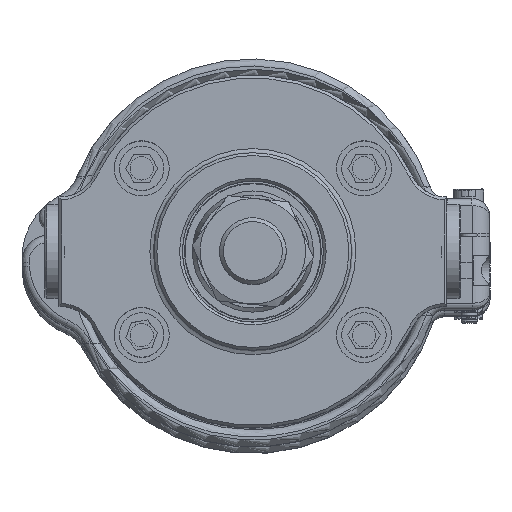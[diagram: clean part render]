
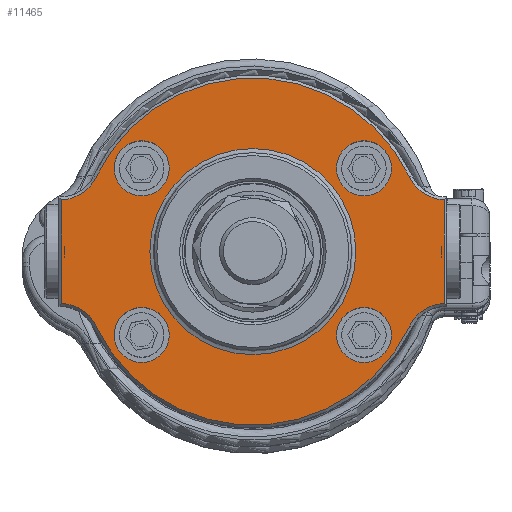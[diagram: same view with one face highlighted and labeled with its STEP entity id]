
A CAD part, top view. The second image highlights one B-rep face of the part: STEP entity #11465.
In plain terms, the highlighted planar face has unit normal (0, 0, 1).
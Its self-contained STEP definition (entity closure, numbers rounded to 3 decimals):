
#165 = CARTESIAN_POINT ( 'NONE',  ( -34.417, -9.338, 25.4 ) ) ;
#199 = ORIENTED_EDGE ( 'NONE', *, *, #12478, .T. ) ;
#628 = LINE ( 'NONE', #11114, #11649 ) ;
#1155 = CARTESIAN_POINT ( 'NONE',  ( -20., 15., 25.4 ) ) ;
#1350 = DIRECTION ( 'NONE',  ( 0., 0., -1. ) ) ;
#1661 = CARTESIAN_POINT ( 'NONE',  ( -20., -15., 25.4 ) ) ;
#1718 = ORIENTED_EDGE ( 'NONE', *, *, #13527, .F. ) ;
#1797 = AXIS2_PLACEMENT_3D ( 'NONE', #1155, #15401, #2195 ) ;
#1865 = AXIS2_PLACEMENT_3D ( 'NONE', #5660, #5491, #10768 ) ;
#1962 = CARTESIAN_POINT ( 'NONE',  ( 0., 0., 25.4 ) ) ;
#2195 = DIRECTION ( 'NONE',  ( 1., 0., 0. ) ) ;
#2205 = VERTEX_POINT ( 'NONE', #14288 ) ;
#2601 = DIRECTION ( 'NONE',  ( 1., 0., 0. ) ) ;
#2626 = ORIENTED_EDGE ( 'NONE', *, *, #2828, .T. ) ;
#2763 = DIRECTION ( 'NONE',  ( 1., 0., 0. ) ) ;
#2828 = EDGE_CURVE ( 'NONE', #3492, #2947, #9740, .T. ) ;
#2912 = CIRCLE ( 'NONE', #1797, 4.953 ) ;
#2947 = VERTEX_POINT ( 'NONE', #14335 ) ;
#2973 = EDGE_LOOP ( 'NONE', ( #6598 ) ) ;
#3091 = FACE_OUTER_BOUND ( 'NONE', #8343, .T. ) ;
#3093 = AXIS2_PLACEMENT_3D ( 'NONE', #11793, #7726, #14162 ) ;
#3236 = CARTESIAN_POINT ( 'NONE',  ( 24.953, -15., 25.4 ) ) ;
#3267 = CARTESIAN_POINT ( 'NONE',  ( 0., 0., 25.4 ) ) ;
#3312 = CARTESIAN_POINT ( 'NONE',  ( 34.417, 9.842, 25.4 ) ) ;
#3343 = CIRCLE ( 'NONE', #4177, 7.112 ) ;
#3366 = DIRECTION ( 'NONE',  ( 1., 0., 0. ) ) ;
#3484 = DIRECTION ( 'NONE',  ( 0., 1., 0. ) ) ;
#3485 = DIRECTION ( 'NONE',  ( 0., 0., -1. ) ) ;
#3492 = VERTEX_POINT ( 'NONE', #4068 ) ;
#3911 = CARTESIAN_POINT ( 'NONE',  ( 24.953, 15., 25.4 ) ) ;
#4068 = CARTESIAN_POINT ( 'NONE',  ( 34.417, -9.338, 25.4 ) ) ;
#4155 = EDGE_CURVE ( 'NONE', #2205, #2205, #5040, .T. ) ;
#4177 = AXIS2_PLACEMENT_3D ( 'NONE', #13011, #15967, #2763 ) ;
#4231 = EDGE_LOOP ( 'NONE', ( #1718 ) ) ;
#4248 = AXIS2_PLACEMENT_3D ( 'NONE', #8529, #3485, #16833 ) ;
#4537 = DIRECTION ( 'NONE',  ( 0., -1., 0. ) ) ;
#5000 = VECTOR ( 'NONE', #3484, 1000. ) ;
#5040 = CIRCLE ( 'NONE', #5326, 4.953 ) ;
#5326 = AXIS2_PLACEMENT_3D ( 'NONE', #1661, #11994, #6781 ) ;
#5342 = CARTESIAN_POINT ( 'NONE',  ( -15.047, 15., 25.4 ) ) ;
#5491 = DIRECTION ( 'NONE',  ( 0., 0., -1. ) ) ;
#5563 = AXIS2_PLACEMENT_3D ( 'NONE', #3267, #7433, #3366 ) ;
#5640 = VERTEX_POINT ( 'NONE', #165 ) ;
#5660 = CARTESIAN_POINT ( 'NONE',  ( -34.649, -16.447, 25.4 ) ) ;
#5864 = CIRCLE ( 'NONE', #3093, 31.242 ) ;
#5915 = ORIENTED_EDGE ( 'NONE', *, *, #10783, .F. ) ;
#6138 = ORIENTED_EDGE ( 'NONE', *, *, #13296, .T. ) ;
#6421 = CARTESIAN_POINT ( 'NONE',  ( 34.649, 16.446, 25.4 ) ) ;
#6431 = EDGE_CURVE ( 'NONE', #7767, #7767, #2912, .T. ) ;
#6506 = DIRECTION ( 'NONE',  ( 0., 0., 1. ) ) ;
#6556 = ORIENTED_EDGE ( 'NONE', *, *, #6431, .F. ) ;
#6591 = DIRECTION ( 'NONE',  ( 0., 0., -1. ) ) ;
#6598 = ORIENTED_EDGE ( 'NONE', *, *, #4155, .F. ) ;
#6781 = DIRECTION ( 'NONE',  ( 1., 0., 0. ) ) ;
#6782 = CIRCLE ( 'NONE', #13463, 31.242 ) ;
#6825 = EDGE_CURVE ( 'NONE', #6987, #11870, #10112, .T. ) ;
#6987 = VERTEX_POINT ( 'NONE', #8289 ) ;
#7034 = ORIENTED_EDGE ( 'NONE', *, *, #11294, .T. ) ;
#7092 = FACE_BOUND ( 'NONE', #4231, .T. ) ;
#7121 = EDGE_LOOP ( 'NONE', ( #5915 ) ) ;
#7433 = DIRECTION ( 'NONE',  ( 0., 0., 1. ) ) ;
#7726 = DIRECTION ( 'NONE',  ( 0., 0., 1. ) ) ;
#7767 = VERTEX_POINT ( 'NONE', #5342 ) ;
#8289 = CARTESIAN_POINT ( 'NONE',  ( -28.224, 13.397, 25.4 ) ) ;
#8343 = EDGE_LOOP ( 'NONE', ( #7034, #2626, #8998, #199, #8680, #16264, #11691, #14622 ) ) ;
#8398 = FACE_BOUND ( 'NONE', #16270, .T. ) ;
#8411 = VERTEX_POINT ( 'NONE', #11120 ) ;
#8501 = EDGE_CURVE ( 'NONE', #5640, #16851, #9353, .T. ) ;
#8529 = CARTESIAN_POINT ( 'NONE',  ( 0., 0., 25.4 ) ) ;
#8544 = VERTEX_POINT ( 'NONE', #3236 ) ;
#8573 = PLANE ( 'NONE',  #5563 ) ;
#8680 = ORIENTED_EDGE ( 'NONE', *, *, #6825, .T. ) ;
#8998 = ORIENTED_EDGE ( 'NONE', *, *, #13548, .T. ) ;
#9353 = CIRCLE ( 'NONE', #1865, 7.112 ) ;
#9537 = AXIS2_PLACEMENT_3D ( 'NONE', #6421, #6591, #15817 ) ;
#9740 = LINE ( 'NONE', #3312, #5000 ) ;
#9781 = FACE_BOUND ( 'NONE', #2973, .T. ) ;
#9943 = DIRECTION ( 'NONE',  ( 1., 0., 0. ) ) ;
#10112 = CIRCLE ( 'NONE', #16759, 7.112 ) ;
#10453 = CARTESIAN_POINT ( 'NONE',  ( -34.649, 16.446, 25.4 ) ) ;
#10575 = CARTESIAN_POINT ( 'NONE',  ( 18.542, 0., 25.4 ) ) ;
#10768 = DIRECTION ( 'NONE',  ( 1., 0., 0. ) ) ;
#10783 = EDGE_CURVE ( 'NONE', #8544, #8544, #14702, .T. ) ;
#11114 = CARTESIAN_POINT ( 'NONE',  ( -34.417, -9.843, 25.4 ) ) ;
#11120 = CARTESIAN_POINT ( 'NONE',  ( 28.224, 13.397, 25.4 ) ) ;
#11294 = EDGE_CURVE ( 'NONE', #15320, #3492, #3343, .T. ) ;
#11362 = AXIS2_PLACEMENT_3D ( 'NONE', #12708, #14006, #12950 ) ;
#11465 = ADVANCED_FACE ( 'NONE', ( #3091, #8398, #7092, #12406, #9781, #12827 ), #8573, .T. ) ;
#11649 = VECTOR ( 'NONE', #4537, 1000. ) ;
#11691 = ORIENTED_EDGE ( 'NONE', *, *, #8501, .T. ) ;
#11791 = VERTEX_POINT ( 'NONE', #3911 ) ;
#11793 = CARTESIAN_POINT ( 'NONE',  ( 0., 0., 25.4 ) ) ;
#11870 = VERTEX_POINT ( 'NONE', #13599 ) ;
#11994 = DIRECTION ( 'NONE',  ( 0., 0., 1. ) ) ;
#12406 = FACE_BOUND ( 'NONE', #14641, .T. ) ;
#12478 = EDGE_CURVE ( 'NONE', #8411, #6987, #5864, .T. ) ;
#12585 = DIRECTION ( 'NONE',  ( 0., 0., 1. ) ) ;
#12633 = CIRCLE ( 'NONE', #9537, 7.112 ) ;
#12708 = CARTESIAN_POINT ( 'NONE',  ( 20., -15., 25.4 ) ) ;
#12827 = FACE_BOUND ( 'NONE', #7121, .T. ) ;
#12950 = DIRECTION ( 'NONE',  ( 1., 0., 0. ) ) ;
#13011 = CARTESIAN_POINT ( 'NONE',  ( 34.649, -16.447, 25.4 ) ) ;
#13107 = CIRCLE ( 'NONE', #15331, 4.953 ) ;
#13161 = CARTESIAN_POINT ( 'NONE',  ( 28.224, -13.397, 25.4 ) ) ;
#13296 = EDGE_CURVE ( 'NONE', #14590, #14590, #14215, .T. ) ;
#13463 = AXIS2_PLACEMENT_3D ( 'NONE', #1962, #12585, #9943 ) ;
#13527 = EDGE_CURVE ( 'NONE', #11791, #11791, #13107, .T. ) ;
#13548 = EDGE_CURVE ( 'NONE', #2947, #8411, #12633, .T. ) ;
#13599 = CARTESIAN_POINT ( 'NONE',  ( -34.417, 9.338, 25.4 ) ) ;
#13636 = CARTESIAN_POINT ( 'NONE',  ( -28.224, -13.397, 25.4 ) ) ;
#14006 = DIRECTION ( 'NONE',  ( 0., 0., 1. ) ) ;
#14153 = EDGE_CURVE ( 'NONE', #16851, #15320, #6782, .T. ) ;
#14162 = DIRECTION ( 'NONE',  ( 1., 0., 0. ) ) ;
#14215 = CIRCLE ( 'NONE', #4248, 18.542 ) ;
#14288 = CARTESIAN_POINT ( 'NONE',  ( -15.047, -15., 25.4 ) ) ;
#14335 = CARTESIAN_POINT ( 'NONE',  ( 34.417, 9.338, 25.4 ) ) ;
#14382 = DIRECTION ( 'NONE',  ( 1., 0., 0. ) ) ;
#14590 = VERTEX_POINT ( 'NONE', #10575 ) ;
#14622 = ORIENTED_EDGE ( 'NONE', *, *, #14153, .T. ) ;
#14641 = EDGE_LOOP ( 'NONE', ( #6556 ) ) ;
#14702 = CIRCLE ( 'NONE', #11362, 4.953 ) ;
#15320 = VERTEX_POINT ( 'NONE', #13161 ) ;
#15331 = AXIS2_PLACEMENT_3D ( 'NONE', #16917, #6506, #2601 ) ;
#15401 = DIRECTION ( 'NONE',  ( 0., 0., 1. ) ) ;
#15817 = DIRECTION ( 'NONE',  ( 1., 0., 0. ) ) ;
#15967 = DIRECTION ( 'NONE',  ( 0., 0., -1. ) ) ;
#16264 = ORIENTED_EDGE ( 'NONE', *, *, #16515, .T. ) ;
#16270 = EDGE_LOOP ( 'NONE', ( #6138 ) ) ;
#16515 = EDGE_CURVE ( 'NONE', #11870, #5640, #628, .T. ) ;
#16759 = AXIS2_PLACEMENT_3D ( 'NONE', #10453, #1350, #14382 ) ;
#16833 = DIRECTION ( 'NONE',  ( 1., 0., 0. ) ) ;
#16851 = VERTEX_POINT ( 'NONE', #13636 ) ;
#16917 = CARTESIAN_POINT ( 'NONE',  ( 20., 15., 25.4 ) ) ;
